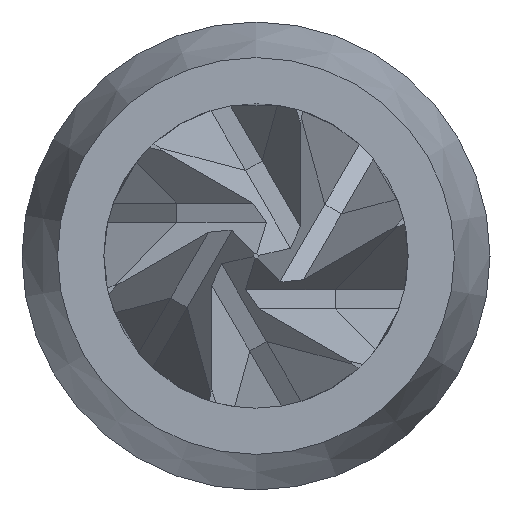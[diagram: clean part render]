
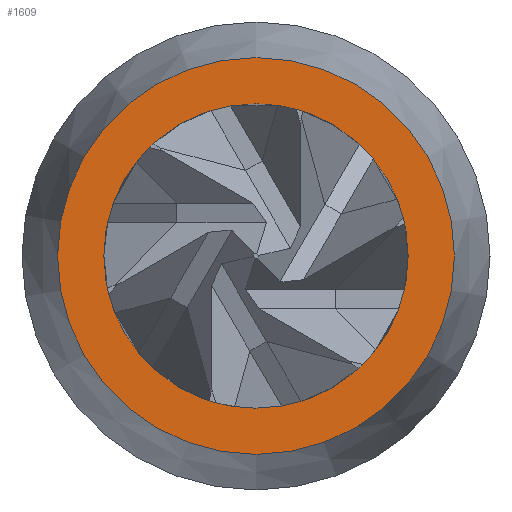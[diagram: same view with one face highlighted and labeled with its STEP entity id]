
A CAD part, left-side view. The second image highlights one B-rep face of the part: STEP entity #1609.
In plain terms, the highlighted planar face has unit normal (-1, 0, 0).
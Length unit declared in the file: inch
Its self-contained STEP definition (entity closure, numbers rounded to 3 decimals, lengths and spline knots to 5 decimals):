
#39 = VERTEX_POINT ( 'NONE', #2208 ) ;
#129 = EDGE_LOOP ( 'NONE', ( #2135 ) ) ;
#193 = FACE_OUTER_BOUND ( 'NONE', #129, .T. ) ;
#299 = EDGE_CURVE ( 'NONE', #1718, #1718, #1953, .T. ) ;
#556 = DIRECTION ( 'NONE',  ( 0., 0., -1. ) ) ;
#606 = DIRECTION ( 'NONE',  ( -1., 0., 0. ) ) ;
#645 = CARTESIAN_POINT ( 'NONE',  ( 0., 0., 0. ) ) ;
#746 = CARTESIAN_POINT ( 'NONE',  ( 0., 0.0103, 0. ) ) ;
#912 = CARTESIAN_POINT ( 'NONE',  ( 0., 0., -0.0079 ) ) ;
#923 = CARTESIAN_POINT ( 'NONE',  ( 0., 0., 0. ) ) ;
#1162 = DIRECTION ( 'NONE',  ( 0., 0., 1. ) ) ;
#1288 = PLANE ( 'NONE',  #1344 ) ;
#1295 = FACE_BOUND ( 'NONE', #1940, .T. ) ;
#1344 = AXIS2_PLACEMENT_3D ( 'NONE', #746, #2213, #556 ) ;
#1404 = ORIENTED_EDGE ( 'NONE', *, *, #299, .T. ) ;
#1609 = ADVANCED_FACE ( 'NONE', ( #1295, #193 ), #1288, .F. ) ;
#1656 = EDGE_CURVE ( 'NONE', #39, #39, #2160, .T. ) ;
#1718 = VERTEX_POINT ( 'NONE', #912 ) ;
#1820 = DIRECTION ( 'NONE',  ( 0., 0., -1. ) ) ;
#1826 = AXIS2_PLACEMENT_3D ( 'NONE', #923, #2187, #1820 ) ;
#1940 = EDGE_LOOP ( 'NONE', ( #1404 ) ) ;
#1953 = CIRCLE ( 'NONE', #1826, 0.0079 ) ;
#2135 = ORIENTED_EDGE ( 'NONE', *, *, #1656, .T. ) ;
#2160 = CIRCLE ( 'NONE', #2191, 0.0103 ) ;
#2187 = DIRECTION ( 'NONE',  ( 1., 0., 0. ) ) ;
#2191 = AXIS2_PLACEMENT_3D ( 'NONE', #645, #606, #1162 ) ;
#2208 = CARTESIAN_POINT ( 'NONE',  ( 0., 0., 0.0103 ) ) ;
#2213 = DIRECTION ( 'NONE',  ( 1., 0., 0. ) ) ;
